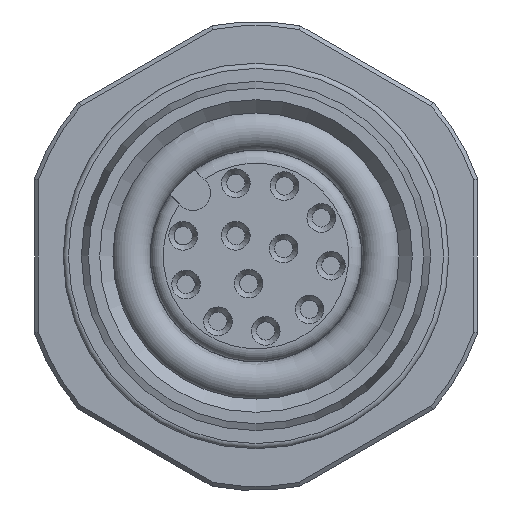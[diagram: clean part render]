
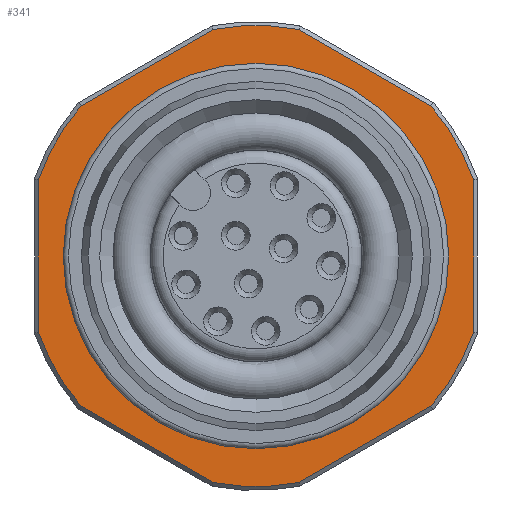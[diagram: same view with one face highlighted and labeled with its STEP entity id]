
A CAD part, front view. The second image highlights one B-rep face of the part: STEP entity #341.
In plain terms, the highlighted planar face has unit normal (0, -1, 0).
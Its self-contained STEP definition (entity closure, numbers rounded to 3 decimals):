
#108=LINE('',#3286,#152);
#109=LINE('',#3291,#153);
#110=LINE('',#3295,#154);
#111=LINE('',#3299,#155);
#112=LINE('',#3303,#156);
#113=LINE('',#3307,#157);
#152=VECTOR('',#2574,1.);
#153=VECTOR('',#2577,1.);
#154=VECTOR('',#2580,1.);
#155=VECTOR('',#2583,1.);
#156=VECTOR('',#2586,1.);
#157=VECTOR('',#2589,1.);
#254=PLANE('',#2193);
#341=ADVANCED_FACE('',(#580,#581),#254,.F.);
#580=FACE_BOUND('',#827,.T.);
#581=FACE_BOUND('',#828,.T.);
#827=EDGE_LOOP('',(#1151,#1152,#1153,#1154,#1155,#1156,#1157,#1158,#1159,
#1160,#1161,#1162));
#828=EDGE_LOOP('',(#1163));
#1151=ORIENTED_EDGE('',*,*,#1793,.T.);
#1152=ORIENTED_EDGE('',*,*,#1794,.T.);
#1153=ORIENTED_EDGE('',*,*,#1795,.T.);
#1154=ORIENTED_EDGE('',*,*,#1796,.T.);
#1155=ORIENTED_EDGE('',*,*,#1797,.T.);
#1156=ORIENTED_EDGE('',*,*,#1798,.T.);
#1157=ORIENTED_EDGE('',*,*,#1799,.T.);
#1158=ORIENTED_EDGE('',*,*,#1800,.T.);
#1159=ORIENTED_EDGE('',*,*,#1801,.T.);
#1160=ORIENTED_EDGE('',*,*,#1802,.T.);
#1161=ORIENTED_EDGE('',*,*,#1803,.T.);
#1162=ORIENTED_EDGE('',*,*,#1804,.T.);
#1163=ORIENTED_EDGE('',*,*,#1792,.T.);
#1604=VERTEX_POINT('',#3284);
#1605=VERTEX_POINT('',#3287);
#1606=VERTEX_POINT('',#3288);
#1607=VERTEX_POINT('',#3290);
#1608=VERTEX_POINT('',#3292);
#1609=VERTEX_POINT('',#3294);
#1610=VERTEX_POINT('',#3296);
#1611=VERTEX_POINT('',#3298);
#1612=VERTEX_POINT('',#3300);
#1613=VERTEX_POINT('',#3302);
#1614=VERTEX_POINT('',#3304);
#1615=VERTEX_POINT('',#3306);
#1616=VERTEX_POINT('',#3308);
#1792=EDGE_CURVE('',#1604,#1604,#2010,.T.);
#1793=EDGE_CURVE('',#1605,#1606,#108,.T.);
#1794=EDGE_CURVE('',#1606,#1607,#2011,.T.);
#1795=EDGE_CURVE('',#1607,#1608,#109,.T.);
#1796=EDGE_CURVE('',#1608,#1609,#2012,.T.);
#1797=EDGE_CURVE('',#1609,#1610,#110,.T.);
#1798=EDGE_CURVE('',#1610,#1611,#2013,.T.);
#1799=EDGE_CURVE('',#1611,#1612,#111,.T.);
#1800=EDGE_CURVE('',#1612,#1613,#2014,.T.);
#1801=EDGE_CURVE('',#1613,#1614,#112,.T.);
#1802=EDGE_CURVE('',#1614,#1615,#2015,.T.);
#1803=EDGE_CURVE('',#1615,#1616,#113,.T.);
#1804=EDGE_CURVE('',#1616,#1605,#2016,.T.);
#2010=CIRCLE('',#2185,7.4);
#2011=CIRCLE('',#2187,8.85);
#2012=CIRCLE('',#2188,8.85);
#2013=CIRCLE('',#2189,8.85);
#2014=CIRCLE('',#2190,8.85);
#2015=CIRCLE('',#2191,8.85);
#2016=CIRCLE('',#2192,8.85);
#2185=AXIS2_PLACEMENT_3D('',#3283,#2570,#2571);
#2187=AXIS2_PLACEMENT_3D('',#3289,#2575,#2576);
#2188=AXIS2_PLACEMENT_3D('',#3293,#2578,#2579);
#2189=AXIS2_PLACEMENT_3D('',#3297,#2581,#2582);
#2190=AXIS2_PLACEMENT_3D('',#3301,#2584,#2585);
#2191=AXIS2_PLACEMENT_3D('',#3305,#2587,#2588);
#2192=AXIS2_PLACEMENT_3D('',#3309,#2590,#2591);
#2193=AXIS2_PLACEMENT_3D('',#3310,#2592,#2593);
#2570=DIRECTION('',(0.,1.,0.));
#2571=DIRECTION('',(0.,0.,1.));
#2574=DIRECTION('',(0.866,0.,0.5));
#2575=DIRECTION('',(0.,-1.,0.));
#2576=DIRECTION('',(0.,0.,1.));
#2577=DIRECTION('',(0.,0.,1.));
#2578=DIRECTION('',(0.,-1.,0.));
#2579=DIRECTION('',(0.,0.,1.));
#2580=DIRECTION('',(-0.866,0.,0.5));
#2581=DIRECTION('',(0.,-1.,0.));
#2582=DIRECTION('',(0.,0.,1.));
#2583=DIRECTION('',(-0.866,0.,-0.5));
#2584=DIRECTION('',(0.,-1.,0.));
#2585=DIRECTION('',(0.,0.,1.));
#2586=DIRECTION('',(0.,0.,-1.));
#2587=DIRECTION('',(0.,-1.,0.));
#2588=DIRECTION('',(0.,0.,1.));
#2589=DIRECTION('',(0.866,0.,-0.5));
#2590=DIRECTION('',(0.,-1.,0.));
#2591=DIRECTION('',(0.,0.,1.));
#2592=DIRECTION('',(0.,1.,0.));
#2593=DIRECTION('',(0.,0.,1.));
#3283=CARTESIAN_POINT('',(50.,60.7,0.));
#3284=CARTESIAN_POINT('',(50.,60.7,7.4));
#3286=CARTESIAN_POINT('',(59.725,60.7,-4.027));
#3287=CARTESIAN_POINT('',(51.635,60.7,-8.698));
#3288=CARTESIAN_POINT('',(56.715,60.7,-5.765));
#3289=CARTESIAN_POINT('',(50.,60.7,0.));
#3290=CARTESIAN_POINT('',(58.35,60.7,-2.933));
#3291=CARTESIAN_POINT('',(58.35,60.7,0.));
#3292=CARTESIAN_POINT('',(58.35,60.7,2.933));
#3293=CARTESIAN_POINT('',(50.,60.7,0.));
#3294=CARTESIAN_POINT('',(56.715,60.7,5.765));
#3295=CARTESIAN_POINT('',(59.725,60.7,4.027));
#3296=CARTESIAN_POINT('',(51.635,60.7,8.698));
#3297=CARTESIAN_POINT('',(50.,60.7,0.));
#3298=CARTESIAN_POINT('',(48.365,60.7,8.698));
#3299=CARTESIAN_POINT('',(51.375,60.7,10.436));
#3300=CARTESIAN_POINT('',(43.285,60.7,5.765));
#3301=CARTESIAN_POINT('',(50.,60.7,0.));
#3302=CARTESIAN_POINT('',(41.65,60.7,2.933));
#3303=CARTESIAN_POINT('',(41.65,60.7,0.));
#3304=CARTESIAN_POINT('',(41.65,60.7,-2.933));
#3305=CARTESIAN_POINT('',(50.,60.7,0.));
#3306=CARTESIAN_POINT('',(43.285,60.7,-5.765));
#3307=CARTESIAN_POINT('',(51.375,60.7,-10.436));
#3308=CARTESIAN_POINT('',(48.365,60.7,-8.698));
#3309=CARTESIAN_POINT('',(50.,60.7,0.));
#3310=CARTESIAN_POINT('',(57.4,60.7,0.));
